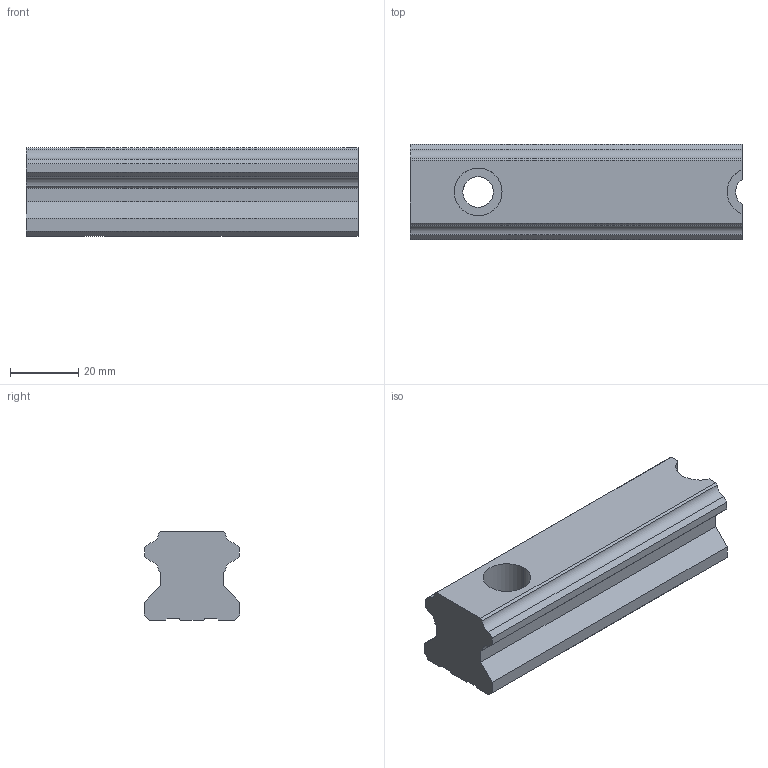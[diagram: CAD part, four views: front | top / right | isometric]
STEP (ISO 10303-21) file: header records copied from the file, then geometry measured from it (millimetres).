
FILE_DESCRIPTION(('starvars output'),'2;1');
FILE_NAME('cv20170705023554000001318.stp','02:35:54 2017/07/05',( 'Thomas Industrial Network Germany GmbH'),( 'Thomas Industrial Network Germany GmbH'),'unknown preprocess','ACIS' ,'unknown authorization');
FILE_SCHEMA(('CONFIG_CONTROL_DESIGN {UNKNOWN IMPLEMENTATION LEVEL}'));
Length unit declared in the file: millimetre
Products named in the file (1): PRODUCT_ID_2
Bounding box: 97.4 x 28 x 25.9 mm (x, y, z)
Volume: 55452.4 mm3; surface area: 12788.7 mm2
Topology: 1 solids, 1 shells, 48 faces, 138 edges, 92 vertices
Faces by surface type: plane 36, cylinder 12
Entity records: 1541 total; most frequent: ORIENTED_EDGE 276, CARTESIAN_POINT 252, DIRECTION 222, EDGE_CURVE 138, VECTOR 98, LINE 98, VERTEX_POINT 92, AXIS2_PLACEMENT_3D 62
